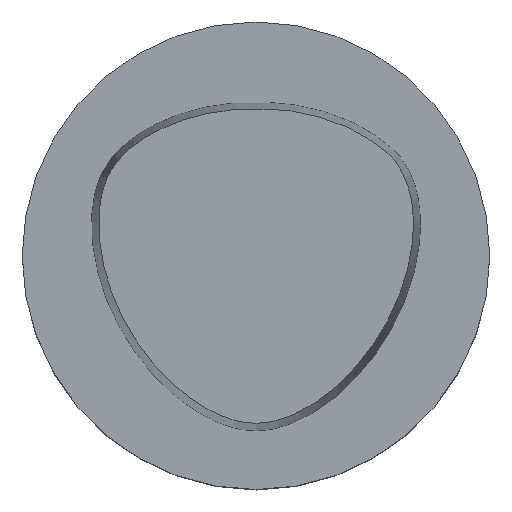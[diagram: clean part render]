
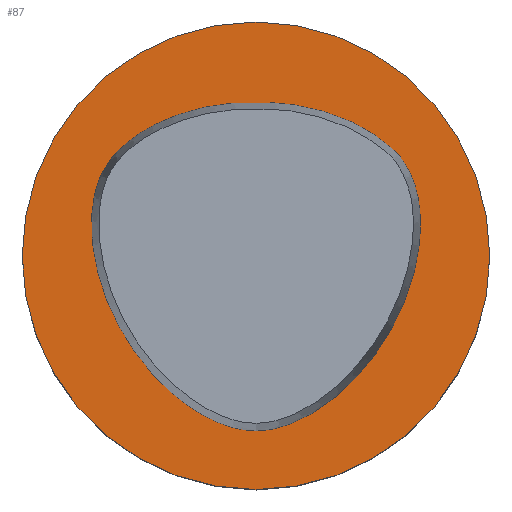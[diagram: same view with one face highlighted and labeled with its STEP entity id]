
A CAD part, top view. The second image highlights one B-rep face of the part: STEP entity #87.
In plain terms, the highlighted planar face has unit normal (0, 0, 1).
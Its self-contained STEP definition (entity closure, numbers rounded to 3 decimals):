
#87=ADVANCED_FACE('',(#123,#124),#125,.T.);
#123=FACE_BOUND('',#545,.T.);
#124=FACE_OUTER_BOUND('',#546,.T.);
#125=PLANE('',#547);
#545=EDGE_LOOP('',(#608));
#546=EDGE_LOOP('',(#609));
#547=AXIS2_PLACEMENT_3D('',#610,#611,#612);
#608=ORIENTED_EDGE('',*,*,#619,.T.);
#609=ORIENTED_EDGE('',*,*,#631,.F.);
#610=CARTESIAN_POINT('',(0.,9.995,0.));
#611=DIRECTION('',(0.,0.,1.0));
#612=DIRECTION('',(0.,-1.0,0.));
#619=EDGE_CURVE('',#634,#634,#635,.T.);
#631=EDGE_CURVE('',#657,#657,#658,.T.);
#634=VERTEX_POINT('',#709);
#635=B_SPLINE_CURVE_WITH_KNOTS('',3,(#710,#711,#712,#713,#714,#715,#716,#717,#718,#719,#720,#721,#722,#723,#724,#725,#726,#727,#728,#729,#730,#731,#732,#733,#734,#735,#736,#737,#738,#739,#740,#741,#742,#743,#744,#745,#746,#747,#748,#749,#750,#751,#752,#753,#754,#755,#756,#757,#758,#759,#760,#761,#762,#763,#764,#765,#766,#767,#768,#769,#770,#771,#772,#773,#774,#775,#776,#777,#778,#779,#780,#781,#782,#783,#784,#785,#786,#787,#788,#789,#790,#791,#792,#793,#794,#795,#796,#797,#798,#799,#800,#801,#802,#803,#804,#805),.UNSPECIFIED.,.T.,.F.,(4,2,2,2,2,2,2,2,2,2,2,2,2,2,2,2,2,2,2,2,2,2,2,2,2,2,2,2,2,2,2,2,2,2,2,2,2,2,2,2,2,2,2,2,2,2,2,4),(0.0,0.023,0.046,0.069,0.09,0.112,0.133,0.153,0.173,0.194,0.215,0.236,0.257,0.28,0.303,0.326,0.349,0.372,0.394,0.417,0.438,0.459,0.48,0.5,0.52,0.541,0.562,0.583,0.605,0.628,0.651,0.674,0.697,0.72,0.743,0.764,0.785,0.806,0.827,0.847,0.867,0.888,0.91,0.931,0.954,0.977,1.,1.0),.UNSPECIFIED.);
#657=VERTEX_POINT('',#830);
#658=CIRCLE('',#831,19.99);
#709=CARTESIAN_POINT('',(0.,-14.963,0.));
#710=CARTESIAN_POINT('',(0.,-14.963,0.));
#711=CARTESIAN_POINT('',(-0.679,-14.966,0.));
#712=CARTESIAN_POINT('',(-1.36,-14.858,0.));
#713=CARTESIAN_POINT('',(-2.671,-14.498,0.));
#714=CARTESIAN_POINT('',(-3.302,-14.247,0.));
#715=CARTESIAN_POINT('',(-4.503,-13.656,0.));
#716=CARTESIAN_POINT('',(-5.075,-13.318,0.));
#717=CARTESIAN_POINT('',(-6.156,-12.583,0.));
#718=CARTESIAN_POINT('',(-6.667,-12.187,0.));
#719=CARTESIAN_POINT('',(-7.629,-11.355,0.));
#720=CARTESIAN_POINT('',(-8.082,-10.92,0.));
#721=CARTESIAN_POINT('',(-8.935,-10.02,0.));
#722=CARTESIAN_POINT('',(-9.336,-9.555,0.));
#723=CARTESIAN_POINT('',(-10.088,-8.598,0.0));
#724=CARTESIAN_POINT('',(-10.44,-8.108,0.));
#725=CARTESIAN_POINT('',(-11.1,-7.101,0.));
#726=CARTESIAN_POINT('',(-11.407,-6.586,0.0));
#727=CARTESIAN_POINT('',(-11.978,-5.529,0.0));
#728=CARTESIAN_POINT('',(-12.241,-4.988,0.));
#729=CARTESIAN_POINT('',(-12.724,-3.877,0.0));
#730=CARTESIAN_POINT('',(-12.942,-3.308,0.0));
#731=CARTESIAN_POINT('',(-13.33,-2.139,0.0));
#732=CARTESIAN_POINT('',(-13.498,-1.539,0.));
#733=CARTESIAN_POINT('',(-13.778,-0.31,0.0));
#734=CARTESIAN_POINT('',(-13.888,0.32,0.0));
#735=CARTESIAN_POINT('',(-14.036,1.608,0.0));
#736=CARTESIAN_POINT('',(-14.072,2.265,0.0));
#737=CARTESIAN_POINT('',(-14.051,3.594,0.0));
#738=CARTESIAN_POINT('',(-13.991,4.266,0.0));
#739=CARTESIAN_POINT('',(-13.743,5.598,0.0));
#740=CARTESIAN_POINT('',(-13.552,6.257,0.0));
#741=CARTESIAN_POINT('',(-12.986,7.494,0.0));
#742=CARTESIAN_POINT('',(-12.61,8.072,0.0));
#743=CARTESIAN_POINT('',(-11.725,9.105,0.0));
#744=CARTESIAN_POINT('',(-11.217,9.561,0.0));
#745=CARTESIAN_POINT('',(-10.14,10.372,0.0));
#746=CARTESIAN_POINT('',(-9.573,10.728,0.0));
#747=CARTESIAN_POINT('',(-8.411,11.351,0.0));
#748=CARTESIAN_POINT('',(-7.817,11.619,0.));
#749=CARTESIAN_POINT('',(-6.621,12.088,0.));
#750=CARTESIAN_POINT('',(-6.021,12.29,0.));
#751=CARTESIAN_POINT('',(-4.815,12.619,0.));
#752=CARTESIAN_POINT('',(-4.211,12.749,0.));
#753=CARTESIAN_POINT('',(-3.003,12.955,0.));
#754=CARTESIAN_POINT('',(-2.4,13.033,0.));
#755=CARTESIAN_POINT('',(-1.198,13.084,0.));
#756=CARTESIAN_POINT('',(-0.599,13.059,0.));
#757=CARTESIAN_POINT('',(0.599,13.06,0.));
#758=CARTESIAN_POINT('',(1.198,13.085,0.));
#759=CARTESIAN_POINT('',(2.4,13.034,0.0));
#760=CARTESIAN_POINT('',(3.003,12.956,0.));
#761=CARTESIAN_POINT('',(4.21,12.748,0.));
#762=CARTESIAN_POINT('',(4.814,12.616,0.));
#763=CARTESIAN_POINT('',(6.018,12.285,0.));
#764=CARTESIAN_POINT('',(6.619,12.084,0.));
#765=CARTESIAN_POINT('',(7.817,11.619,0.0));
#766=CARTESIAN_POINT('',(8.414,11.355,0.));
#767=CARTESIAN_POINT('',(9.57,10.725,0.));
#768=CARTESIAN_POINT('',(10.126,10.358,0.));
#769=CARTESIAN_POINT('',(11.221,9.56,0.0));
#770=CARTESIAN_POINT('',(11.76,9.129,0.0));
#771=CARTESIAN_POINT('',(12.644,8.099,0.));
#772=CARTESIAN_POINT('',(12.991,7.5,0.0));
#773=CARTESIAN_POINT('',(13.538,6.248,0.0));
#774=CARTESIAN_POINT('',(13.739,5.595,0.));
#775=CARTESIAN_POINT('',(13.995,4.269,0.));
#776=CARTESIAN_POINT('',(14.051,3.595,0.0));
#777=CARTESIAN_POINT('',(14.071,2.264,0.0));
#778=CARTESIAN_POINT('',(14.036,1.607,0.));
#779=CARTESIAN_POINT('',(13.888,0.32,0.0));
#780=CARTESIAN_POINT('',(13.778,-0.31,0.0));
#781=CARTESIAN_POINT('',(13.498,-1.539,0.0));
#782=CARTESIAN_POINT('',(13.33,-2.139,0.0));
#783=CARTESIAN_POINT('',(12.943,-3.308,0.0));
#784=CARTESIAN_POINT('',(12.724,-3.877,0.0));
#785=CARTESIAN_POINT('',(12.241,-4.988,0.0));
#786=CARTESIAN_POINT('',(11.978,-5.529,0.0));
#787=CARTESIAN_POINT('',(11.407,-6.586,0.0));
#788=CARTESIAN_POINT('',(11.1,-7.102,0.0));
#789=CARTESIAN_POINT('',(10.44,-8.108,0.0));
#790=CARTESIAN_POINT('',(10.088,-8.598,0.0));
#791=CARTESIAN_POINT('',(9.335,-9.554,0.0));
#792=CARTESIAN_POINT('',(8.935,-10.019,0.0));
#793=CARTESIAN_POINT('',(8.082,-10.92,0.0));
#794=CARTESIAN_POINT('',(7.629,-11.355,0.0));
#795=CARTESIAN_POINT('',(6.666,-12.186,0.));
#796=CARTESIAN_POINT('',(6.156,-12.582,0.));
#797=CARTESIAN_POINT('',(5.075,-13.318,0.));
#798=CARTESIAN_POINT('',(4.503,-13.656,0.));
#799=CARTESIAN_POINT('',(3.302,-14.248,0.));
#800=CARTESIAN_POINT('',(2.671,-14.5,0.));
#801=CARTESIAN_POINT('',(1.36,-14.856,0.));
#802=CARTESIAN_POINT('',(0.679,-14.96,0.));
#803=CARTESIAN_POINT('',(0.,-14.963,0.));
#804=CARTESIAN_POINT('',(0.,-14.963,0.));
#805=CARTESIAN_POINT('',(0.,-14.963,0.));
#830=CARTESIAN_POINT('',(0.,19.99,0.));
#831=AXIS2_PLACEMENT_3D('',#862,#863,#864);
#862=CARTESIAN_POINT('',(0.,0.,0.));
#863=DIRECTION('',(0.,0.,-1.0));
#864=DIRECTION('',(0.,1.0,0.));
